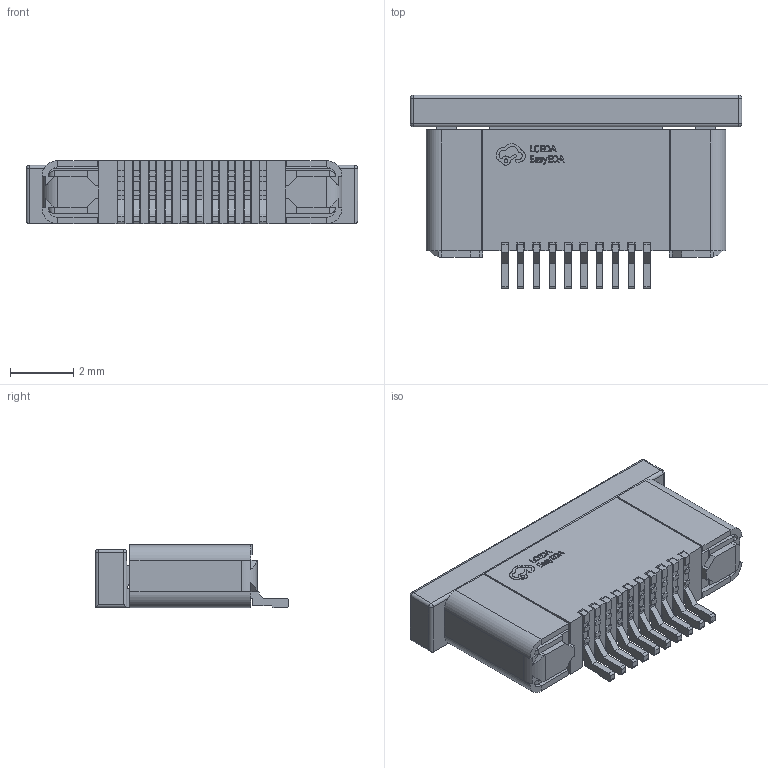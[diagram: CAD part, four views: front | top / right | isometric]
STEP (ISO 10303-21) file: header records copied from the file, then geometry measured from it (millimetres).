
FILE_DESCRIPTION (( 'STEP AP214' ), '1' );
FILE_NAME ('FPC-SMD_P0.5-10P_LSXJ-L10.5-W6.1-H2.0-10P.step', '2022-07-06T15:56:29', ( '' ), ( '' ), 'SwSTEP 2.0', 'SolidWorks 2020', '' );
FILE_SCHEMA (( 'AUTOMOTIVE_DESIGN' ));
Length unit declared in the file: millimetre
Products named in the file (1): FPC-SMD_P0.5-10P_LSXJ-L10.5-W6.1-H2.0-10P
Bounding box: 10.5 x 6.13 x 2.01 mm (x, y, z)
Volume: 66.2 mm3; surface area: 479.5 mm2
Topology: 12 solids, 12 shells, 960 faces, 2696 edges, 1766 vertices
Faces by surface type: plane 735, cylinder 111, bspline 110, sphere 4
Entity records: 42475 total; most frequent: CARTESIAN_POINT 7637, ORIENTED_EDGE 5384, DIRECTION 4368, EDGE_CURVE 2692, VECTOR 2246, LINE 2246, VERTEX_POINT 1766, AXIS2_PLACEMENT_3D 1061
